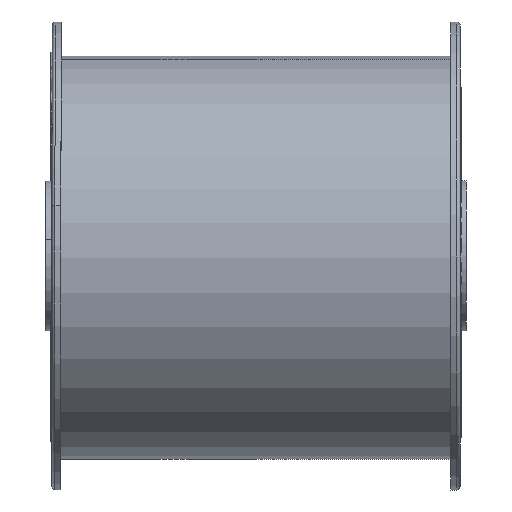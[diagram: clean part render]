
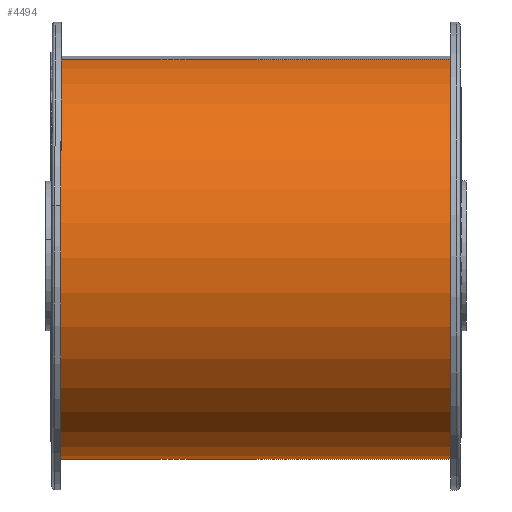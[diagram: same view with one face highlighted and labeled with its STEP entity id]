
A CAD part, left-side view. The second image highlights one B-rep face of the part: STEP entity #4494.
In plain terms, the highlighted cylindrical face has radius 33.574 mm (diameter 67.148 mm), a partial arc.
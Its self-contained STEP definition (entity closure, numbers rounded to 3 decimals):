
#318 = DIRECTION ( 'NONE',  ( 0., -1., 0. ) ) ;
#1135 = EDGE_LOOP ( 'NONE', ( #3703, #8289, #13533, #21068 ) ) ;
#1183 = EDGE_CURVE ( 'NONE', #4558, #14195, #12148, .T. ) ;
#1888 = AXIS2_PLACEMENT_3D ( 'NONE', #15391, #3094, #16893 ) ;
#2755 = DIRECTION ( 'NONE',  ( 0., -1., 0. ) ) ;
#3094 = DIRECTION ( 'NONE',  ( 0., -1., 0. ) ) ;
#3413 = AXIS2_PLACEMENT_3D ( 'NONE', #7728, #10944, #16417 ) ;
#3703 = ORIENTED_EDGE ( 'NONE', *, *, #1183, .F. ) ;
#4013 = FACE_OUTER_BOUND ( 'NONE', #1135, .T. ) ;
#4494 = ADVANCED_FACE ( 'NONE', ( #4013 ), #9355, .T. ) ;
#4558 = VERTEX_POINT ( 'NONE', #20959 ) ;
#4951 = CARTESIAN_POINT ( 'NONE',  ( 33.299, 65., 0. ) ) ;
#5332 = EDGE_CURVE ( 'NONE', #9256, #20438, #13712, .T. ) ;
#6913 = LINE ( 'NONE', #16193, #8465 ) ;
#7728 = CARTESIAN_POINT ( 'NONE',  ( -0.275, 65., 0. ) ) ;
#8262 = VECTOR ( 'NONE', #9187, 1000. ) ;
#8289 = ORIENTED_EDGE ( 'NONE', *, *, #17870, .F. ) ;
#8465 = VECTOR ( 'NONE', #318, 1000. ) ;
#9187 = DIRECTION ( 'NONE',  ( 0., -1., 0. ) ) ;
#9256 = VERTEX_POINT ( 'NONE', #4951 ) ;
#9355 = CYLINDRICAL_SURFACE ( 'NONE', #3413, 33.574 ) ;
#10056 = DIRECTION ( 'NONE',  ( 1., 0., 0. ) ) ;
#10081 = EDGE_CURVE ( 'NONE', #20438, #14195, #11151, .T. ) ;
#10563 = CARTESIAN_POINT ( 'NONE',  ( -33.849, 0., 0. ) ) ;
#10944 = DIRECTION ( 'NONE',  ( 0., -1., 0. ) ) ;
#11151 = LINE ( 'NONE', #14406, #8262 ) ;
#12148 = CIRCLE ( 'NONE', #20906, 33.574 ) ;
#13533 = ORIENTED_EDGE ( 'NONE', *, *, #5332, .T. ) ;
#13712 = CIRCLE ( 'NONE', #1888, 33.574 ) ;
#14195 = VERTEX_POINT ( 'NONE', #10563 ) ;
#14406 = CARTESIAN_POINT ( 'NONE',  ( -33.849, 65., 0. ) ) ;
#15391 = CARTESIAN_POINT ( 'NONE',  ( -0.275, 65., 0. ) ) ;
#15805 = CARTESIAN_POINT ( 'NONE',  ( -33.849, 65., 0. ) ) ;
#16193 = CARTESIAN_POINT ( 'NONE',  ( 33.299, 65., 0. ) ) ;
#16417 = DIRECTION ( 'NONE',  ( 0., 0., -1. ) ) ;
#16893 = DIRECTION ( 'NONE',  ( 1., 0., 0. ) ) ;
#17870 = EDGE_CURVE ( 'NONE', #9256, #4558, #6913, .T. ) ;
#18519 = CARTESIAN_POINT ( 'NONE',  ( -0.275, 0., 0. ) ) ;
#20438 = VERTEX_POINT ( 'NONE', #15805 ) ;
#20906 = AXIS2_PLACEMENT_3D ( 'NONE', #18519, #2755, #10056 ) ;
#20959 = CARTESIAN_POINT ( 'NONE',  ( 33.299, 0., 0. ) ) ;
#21068 = ORIENTED_EDGE ( 'NONE', *, *, #10081, .T. ) ;
